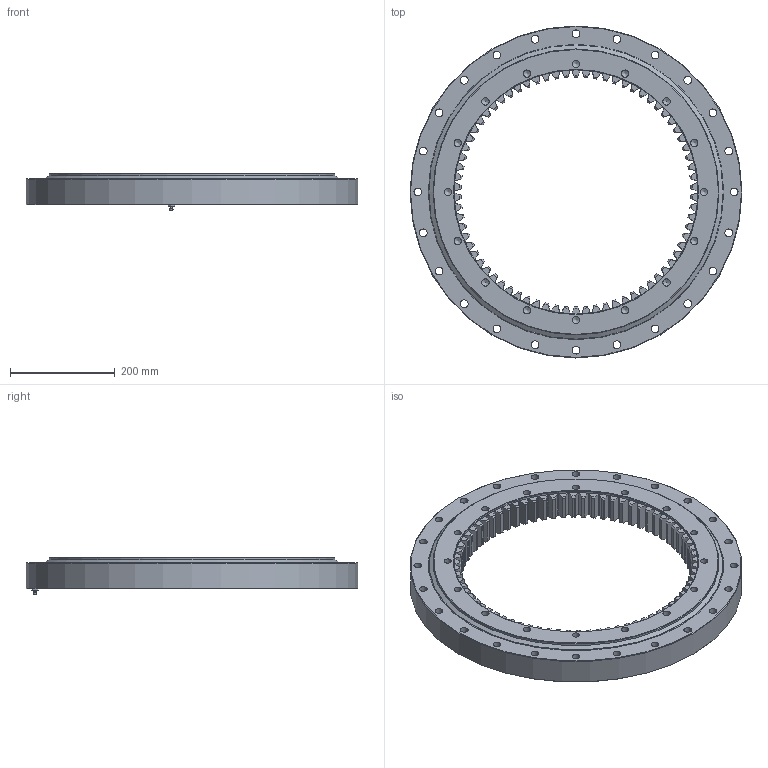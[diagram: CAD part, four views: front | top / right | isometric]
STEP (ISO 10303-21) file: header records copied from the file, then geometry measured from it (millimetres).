
FILE_DESCRIPTION (( 'STEP AP214' ), '1' );
FILE_NAME ('I.635.25.00.D.3V.STEP', '2020-05-13T09:56:57', ( '' ), ( '' ), 'SwSTEP 2.0', 'SolidWorks 2016', '' );
FILE_SCHEMA (( 'AUTOMOTIVE_DESIGN' ));
Length unit declared in the file: millimetre
Products named in the file (6): I.635.25.00.D.3V; B.635.B25B.A3V.0 - IR Seal; Ball D25; B.635.B25B.A3V.0 - OR; B.635.B25B.A3V.0 - IR; Grease nipple M10x1mm
Assembly tree (63 placements, depth 2):
  I.635.25.00.D.3V
    B.635.B25B.A3V.0 - IR
    B.635.B25B.A3V.0 - OR
    Ball D25  x59
    B.635.B25B.A3V.0 - IR Seal
    Grease nipple M10x1mm
Bounding box: 635 x 635 x 71 mm (x, y, z)
Volume: 7388141.1 mm3; surface area: 1039838.4 mm2
Topology: 63 solids, 63 shells, 1076 faces, 3143 edges, 2080 vertices
Faces by surface type: bspline 370, plane 319, cone 191, cylinder 128, sphere 59, torus 9
Full cylindrical faces by diameter (mm): 3 x1, 4 x1, 5 x1, 9 x1, 10 x1, 14 x16, 15 x24, 467 x1, 533 x2, 544 x1, 547 x3, 550 x1, 635 x1
Entity records: 38619 total; most frequent: CARTESIAN_POINT 14414, ORIENTED_EDGE 5694, DIRECTION 3500, EDGE_CURVE 2847, VERTEX_POINT 1936, B_SPLINE_CURVE_WITH_KNOTS 1215, LINE 1192, VECTOR 1192
